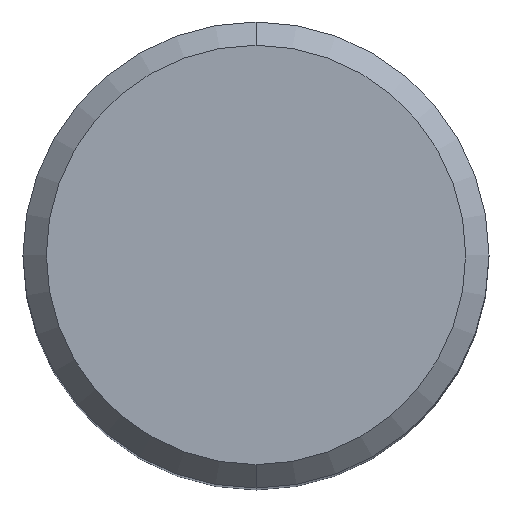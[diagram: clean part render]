
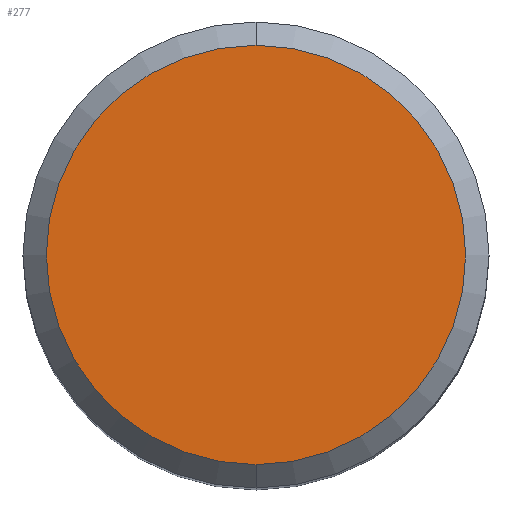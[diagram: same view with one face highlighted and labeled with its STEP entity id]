
A CAD part, top view. The second image highlights one B-rep face of the part: STEP entity #277.
In plain terms, the highlighted planar face has unit normal (0, 0, 1).
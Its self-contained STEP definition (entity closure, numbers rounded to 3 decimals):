
#207=VERTEX_POINT('',#519);
#277=ADVANCED_FACE('',(#595),#596,.T.);
#423=EDGE_CURVE('',#433,#207,#753,.T.);
#433=VERTEX_POINT('',#763);
#447=EDGE_CURVE('',#207,#433,#780,.T.);
#519=CARTESIAN_POINT('',(0.,-9.0,0.0));
#595=FACE_OUTER_BOUND('',#1090,.T.);
#596=PLANE('',#1091);
#753=CIRCLE('',#1496,9.0);
#763=CARTESIAN_POINT('',(0.0,9.0,0.0));
#780=CIRCLE('',#1586,9.0);
#1090=EDGE_LOOP('',(#1719,#1720));
#1091=AXIS2_PLACEMENT_3D('',#1721,#1722,#1723);
#1496=AXIS2_PLACEMENT_3D('',#1891,#1892,#1893);
#1586=AXIS2_PLACEMENT_3D('',#1924,#1925,#1926);
#1719=ORIENTED_EDGE('',*,*,#423,.F.);
#1720=ORIENTED_EDGE('',*,*,#447,.F.);
#1721=CARTESIAN_POINT('',(0.0,4.5,0.0));
#1722=DIRECTION('',(-0.0,0.0,1.0));
#1723=DIRECTION('',(0.0,-1.0,0.0));
#1891=CARTESIAN_POINT('',(0.0,0.0,0.0));
#1892=DIRECTION('',(0.0,0.0,-1.0));
#1893=DIRECTION('',(0.0,1.0,0.0));
#1924=CARTESIAN_POINT('',(0.0,0.0,0.0));
#1925=DIRECTION('',(0.0,0.0,-1.0));
#1926=DIRECTION('',(0.0,1.0,0.0));
